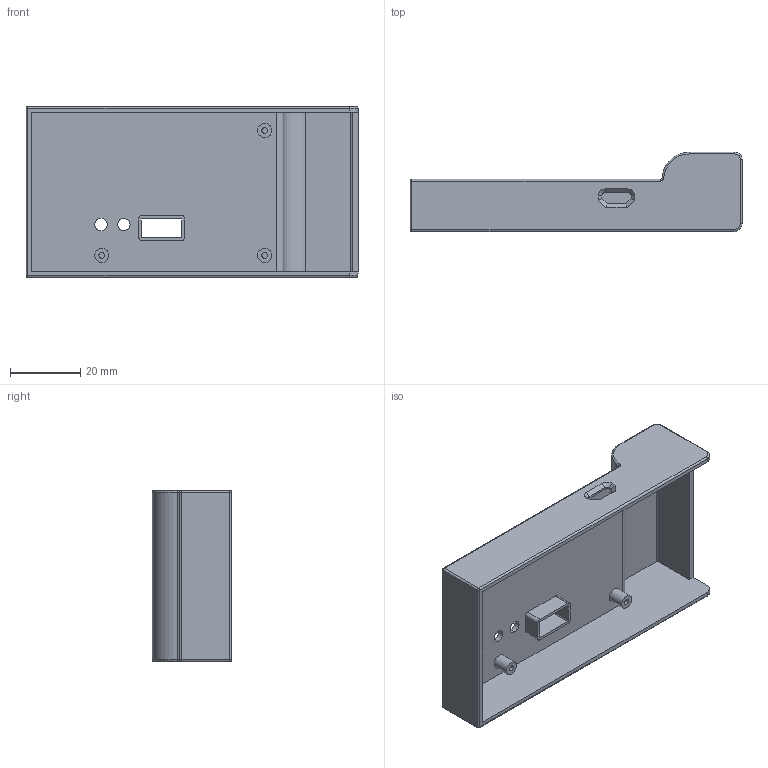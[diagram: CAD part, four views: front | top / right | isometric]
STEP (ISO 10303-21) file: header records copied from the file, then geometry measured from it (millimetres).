
FILE_DESCRIPTION (( 'STEP AP214' ), '1' );
FILE_NAME ('mdek1001_housing.STEP', '2019-06-11T17:49:33', ( 'Information Systems' ), ( 'Toyota Motor Manufacturing Canada, Inc.' ), 'SwSTEP 2.0', 'SolidWorks 2018', '' );
FILE_SCHEMA (( 'AUTOMOTIVE_DESIGN' ));
Length unit declared in the file: millimetre
Products named in the file (1): mdek1001_housing
Bounding box: 94.2 x 22.5 x 48.5 mm (x, y, z)
Volume: 14050.7 mm3; surface area: 18331.5 mm2
Topology: 1 solids, 1 shells, 101 faces, 246 edges, 150 vertices
Faces by surface type: cylinder 46, plane 41, torus 8, sphere 4, cone 2
Entity records: 2978 total; most frequent: DIRECTION 550, CARTESIAN_POINT 494, ORIENTED_EDGE 484, EDGE_CURVE 242, AXIS2_PLACEMENT_3D 206, VERTEX_POINT 150, VECTOR 138, LINE 138
